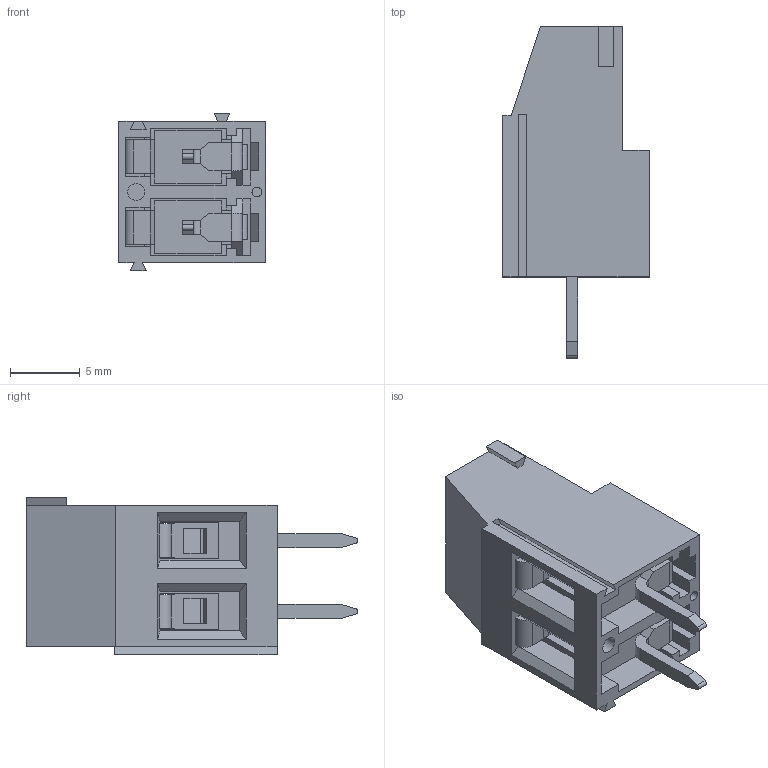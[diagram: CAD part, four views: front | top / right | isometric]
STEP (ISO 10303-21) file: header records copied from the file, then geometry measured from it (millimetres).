
FILE_DESCRIPTION(/* description */ (''),/* implementation_level */ '2;1');
FILE_NAME(/* name */ 'jk129-5.08 2p',/* time_stamp */ '2018-06-17T09:50:02+08:00',/* author */ (''),/* organization */ (''),/* preprocessor_version */ 'ST-DEVELOPER v9',/* originating_system */ 'UGS - NX 4.0',/* authorisation */ '');
FILE_SCHEMA (('CONFIG_CONTROL_DESIGN'));
Length unit declared in the file: millimetre
Products named in the file (1): AdmiD44Efwmf
Bounding box: 10.5 x 23.8 x 11.32 mm (x, y, z)
Volume: 1010.7 mm3; surface area: 2805.5 mm2
Topology: 7 solids, 7 shells, 314 faces, 852 edges, 562 vertices
Faces by surface type: plane 244, cylinder 60, bspline 4, cone 4, sphere 2
Full cylindrical faces by diameter (mm): 0.7 x1, 1.1 x1, 1.2 x1, 1.4 x3, 2.3 x22, 2.5 x2, 2.56 x2, 4 x4
Entity records: 15134 total; most frequent: CARTESIAN_POINT 7761, ORIENTED_EDGE 1516, DIRECTION 1418, EDGE_CURVE 758, LINE 640, VECTOR 640, VERTEX_POINT 512, AXIS2_PLACEMENT_3D 389
